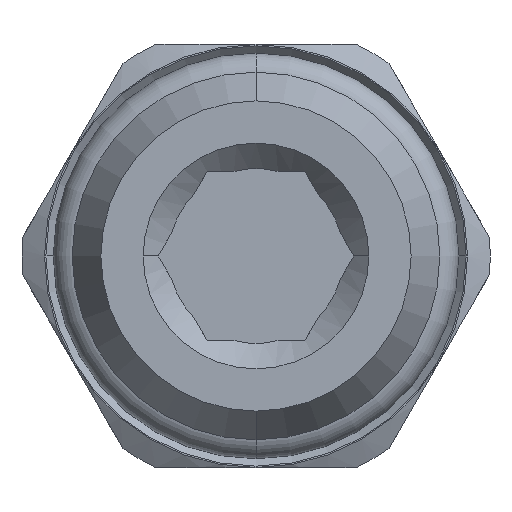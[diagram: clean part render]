
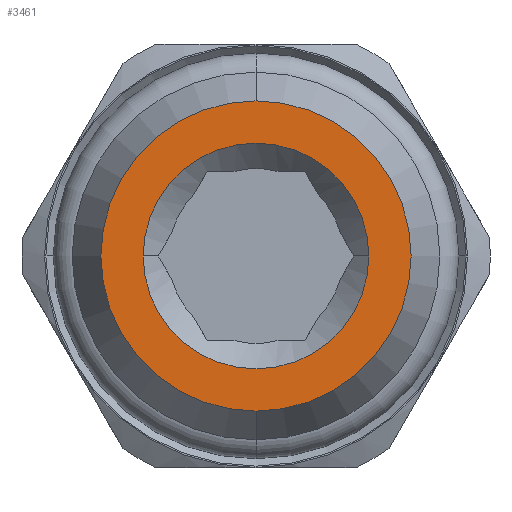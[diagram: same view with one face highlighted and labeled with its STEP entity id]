
A CAD part, front view. The second image highlights one B-rep face of the part: STEP entity #3461.
In plain terms, the highlighted planar face has unit normal (0, -1, 0).
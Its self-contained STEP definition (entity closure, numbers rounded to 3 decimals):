
#29 = CARTESIAN_POINT ( 'NONE',  ( 0., 0., 0. ) ) ;
#133 = FACE_BOUND ( 'NONE', #2160, .T. ) ;
#288 = VERTEX_POINT ( 'NONE', #2746 ) ;
#298 = CIRCLE ( 'NONE', #408, 4. ) ;
#304 = EDGE_CURVE ( 'NONE', #288, #1637, #1038, .T. ) ;
#358 = CARTESIAN_POINT ( 'NONE',  ( 4., 0., 0. ) ) ;
#408 = AXIS2_PLACEMENT_3D ( 'NONE', #2606, #679, #948 ) ;
#446 = CARTESIAN_POINT ( 'NONE',  ( 0., 0., 0. ) ) ;
#544 = AXIS2_PLACEMENT_3D ( 'NONE', #2115, #2675, #2652 ) ;
#577 = ORIENTED_EDGE ( 'NONE', *, *, #2018, .F. ) ;
#673 = AXIS2_PLACEMENT_3D ( 'NONE', #446, #1025, #1290 ) ;
#679 = DIRECTION ( 'NONE',  ( 0., -1., 0. ) ) ;
#749 = ORIENTED_EDGE ( 'NONE', *, *, #2594, .F. ) ;
#948 = DIRECTION ( 'NONE',  ( 1., 0., 0. ) ) ;
#977 = AXIS2_PLACEMENT_3D ( 'NONE', #29, #1069, #1934 ) ;
#1025 = DIRECTION ( 'NONE',  ( 0., -1., 0. ) ) ;
#1038 = CIRCLE ( 'NONE', #977, 5.5 ) ;
#1069 = DIRECTION ( 'NONE',  ( 0., -1., 0. ) ) ;
#1290 = DIRECTION ( 'NONE',  ( 0., 0., -1. ) ) ;
#1319 = ORIENTED_EDGE ( 'NONE', *, *, #304, .T. ) ;
#1550 = CARTESIAN_POINT ( 'NONE',  ( 0., 0., 0. ) ) ;
#1604 = EDGE_CURVE ( 'NONE', #1637, #288, #3156, .T. ) ;
#1637 = VERTEX_POINT ( 'NONE', #3209 ) ;
#1831 = DIRECTION ( 'NONE',  ( 1., 0., 0. ) ) ;
#1927 = EDGE_LOOP ( 'NONE', ( #1319, #2821 ) ) ;
#1934 = DIRECTION ( 'NONE',  ( 0., 0., -1. ) ) ;
#2018 = EDGE_CURVE ( 'NONE', #2070, #3149, #2813, .T. ) ;
#2070 = VERTEX_POINT ( 'NONE', #2186 ) ;
#2115 = CARTESIAN_POINT ( 'NONE',  ( 0., 0., 0. ) ) ;
#2160 = EDGE_LOOP ( 'NONE', ( #749, #577 ) ) ;
#2186 = CARTESIAN_POINT ( 'NONE',  ( -4., 0., 0. ) ) ;
#2594 = EDGE_CURVE ( 'NONE', #3149, #2070, #298, .T. ) ;
#2606 = CARTESIAN_POINT ( 'NONE',  ( 0., 0., 0. ) ) ;
#2652 = DIRECTION ( 'NONE',  ( 0., 0., -1. ) ) ;
#2675 = DIRECTION ( 'NONE',  ( 0., -1., 0. ) ) ;
#2703 = PLANE ( 'NONE',  #544 ) ;
#2746 = CARTESIAN_POINT ( 'NONE',  ( 0., 0., 5.5 ) ) ;
#2813 = CIRCLE ( 'NONE', #3571, 4. ) ;
#2821 = ORIENTED_EDGE ( 'NONE', *, *, #1604, .T. ) ;
#3016 = FACE_OUTER_BOUND ( 'NONE', #1927, .T. ) ;
#3149 = VERTEX_POINT ( 'NONE', #358 ) ;
#3156 = CIRCLE ( 'NONE', #673, 5.5 ) ;
#3209 = CARTESIAN_POINT ( 'NONE',  ( 0., 0., -5.5 ) ) ;
#3461 = ADVANCED_FACE ( 'NONE', ( #3016, #133 ), #2703, .T. ) ;
#3485 = DIRECTION ( 'NONE',  ( 0., -1., 0. ) ) ;
#3571 = AXIS2_PLACEMENT_3D ( 'NONE', #1550, #3485, #1831 ) ;
